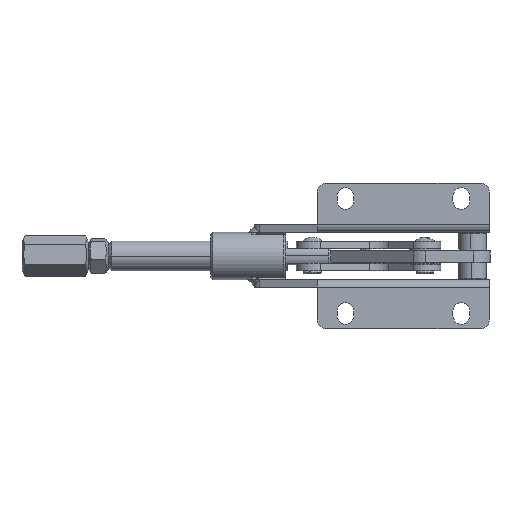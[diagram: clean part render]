
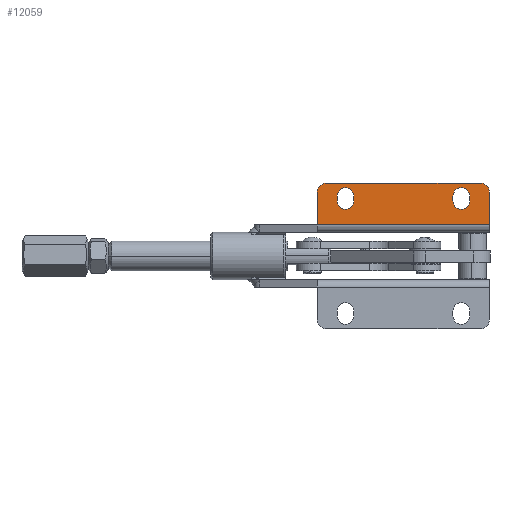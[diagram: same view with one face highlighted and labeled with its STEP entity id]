
A CAD part, front view. The second image highlights one B-rep face of the part: STEP entity #12059.
In plain terms, the highlighted planar face has unit normal (0, -1, 0).
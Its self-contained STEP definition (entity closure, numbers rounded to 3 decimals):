
#11977 = VERTEX_POINT ( 'NONE', #24203 ) ;
#11979 = EDGE_CURVE ( 'NONE', #11977, #11980, #24202, .T. ) ;
#11980 = VERTEX_POINT ( 'NONE', #24198 ) ;
#12036 = EDGE_CURVE ( 'NONE', #12119, #12037, #24310, .T. ) ;
#12037 = VERTEX_POINT ( 'NONE', #24305 ) ;
#12038 = ORIENTED_EDGE ( 'NONE', *, *, #12039, .T. ) ;
#12039 = EDGE_CURVE ( 'NONE', #12037, #12040, #24304, .T. ) ;
#12040 = VERTEX_POINT ( 'NONE', #24300 ) ;
#12041 = ORIENTED_EDGE ( 'NONE', *, *, #12042, .T. ) ;
#12042 = EDGE_CURVE ( 'NONE', #12040, #12118, #24299, .T. ) ;
#12043 = EDGE_LOOP ( 'NONE', ( #12044, #12102, #12105, #12108 ) ) ;
#12044 = ORIENTED_EDGE ( 'NONE', *, *, #12045, .T. ) ;
#12045 = EDGE_CURVE ( 'NONE', #12046, #12101, #24294, .T. ) ;
#12046 = VERTEX_POINT ( 'NONE', #24353 ) ;
#12048 = EDGE_CURVE ( 'NONE', #12049, #12050, #24352, .T. ) ;
#12049 = VERTEX_POINT ( 'NONE', #24348 ) ;
#12050 = VERTEX_POINT ( 'NONE', #24347 ) ;
#12059 = ADVANCED_FACE ( 'NONE', ( #24332, #24331, #24330 ), #24329, .F. ) ;
#12060 = EDGE_LOOP ( 'NONE', ( #12116, #12120, #12038, #12041 ) ) ;
#12089 = EDGE_CURVE ( 'NONE', #12090, #12114, #24410, .T. ) ;
#12090 = VERTEX_POINT ( 'NONE', #24406 ) ;
#12091 = ORIENTED_EDGE ( 'NONE', *, *, #12092, .T. ) ;
#12092 = EDGE_CURVE ( 'NONE', #12090, #12049, #24405, .T. ) ;
#12093 = ORIENTED_EDGE ( 'NONE', *, *, #12048, .T. ) ;
#12094 = ORIENTED_EDGE ( 'NONE', *, *, #12095, .T. ) ;
#12095 = EDGE_CURVE ( 'NONE', #12050, #11980, #24400, .T. ) ;
#12101 = VERTEX_POINT ( 'NONE', #24395 ) ;
#12102 = ORIENTED_EDGE ( 'NONE', *, *, #12103, .T. ) ;
#12103 = EDGE_CURVE ( 'NONE', #12101, #12104, #24394, .T. ) ;
#12104 = VERTEX_POINT ( 'NONE', #24446 ) ;
#12105 = ORIENTED_EDGE ( 'NONE', *, *, #12106, .T. ) ;
#12106 = EDGE_CURVE ( 'NONE', #12104, #12107, #24445, .T. ) ;
#12107 = VERTEX_POINT ( 'NONE', #24441 ) ;
#12108 = ORIENTED_EDGE ( 'NONE', *, *, #12109, .T. ) ;
#12109 = EDGE_CURVE ( 'NONE', #12107, #12046, #24440, .T. ) ;
#12110 = EDGE_LOOP ( 'NONE', ( #12111, #12112, #12115, #12091, #12093, #12094 ) ) ;
#12111 = ORIENTED_EDGE ( 'NONE', *, *, #11979, .F. ) ;
#12112 = ORIENTED_EDGE ( 'NONE', *, *, #12113, .T. ) ;
#12113 = EDGE_CURVE ( 'NONE', #11977, #12114, #24435, .T. ) ;
#12114 = VERTEX_POINT ( 'NONE', #24430 ) ;
#12115 = ORIENTED_EDGE ( 'NONE', *, *, #12089, .F. ) ;
#12116 = ORIENTED_EDGE ( 'NONE', *, *, #12117, .T. ) ;
#12117 = EDGE_CURVE ( 'NONE', #12118, #12119, #24429, .T. ) ;
#12118 = VERTEX_POINT ( 'NONE', #24425 ) ;
#12119 = VERTEX_POINT ( 'NONE', #24424 ) ;
#12120 = ORIENTED_EDGE ( 'NONE', *, *, #12036, .T. ) ;
#24198 = CARTESIAN_POINT ( 'NONE',  ( 0., 0., 4. ) ) ;
#24199 = DIRECTION ( 'NONE',  ( 0., 0., -1. ) ) ;
#24200 = VECTOR ( 'NONE', #24199, 1000. ) ;
#24201 = CARTESIAN_POINT ( 'NONE',  ( 0., 0., 4. ) ) ;
#24202 = LINE ( 'NONE', #24201, #24200 ) ;
#24203 = CARTESIAN_POINT ( 'NONE',  ( 0., 0., 21.3 ) ) ;
#24293 = CARTESIAN_POINT ( 'NONE',  ( -19.5, 0., 4. ) ) ;
#24294 = LINE ( 'NONE', #24293, #24355 ) ;
#24295 = DIRECTION ( 'NONE',  ( -1., 0., 0. ) ) ;
#24296 = DIRECTION ( 'NONE',  ( 0., 1., 0. ) ) ;
#24297 = CARTESIAN_POINT ( 'NONE',  ( -77., 0., 16.75 ) ) ;
#24298 = AXIS2_PLACEMENT_3D ( 'NONE', #24297, #24296, #24295 ) ;
#24299 = CIRCLE ( 'NONE', #24298, 4.5 ) ;
#24300 = CARTESIAN_POINT ( 'NONE',  ( -72.5, 0., 16.75 ) ) ;
#24301 = DIRECTION ( 'NONE',  ( 0., 0., -1. ) ) ;
#24302 = VECTOR ( 'NONE', #24301, 1000. ) ;
#24303 = CARTESIAN_POINT ( 'NONE',  ( -72.5, 0., 4. ) ) ;
#24304 = LINE ( 'NONE', #24303, #24302 ) ;
#24305 = CARTESIAN_POINT ( 'NONE',  ( -72.5, 0., 19.25 ) ) ;
#24306 = DIRECTION ( 'NONE',  ( -1., 0., 0. ) ) ;
#24307 = DIRECTION ( 'NONE',  ( 0., 1., 0. ) ) ;
#24308 = CARTESIAN_POINT ( 'NONE',  ( -77., 0., 19.25 ) ) ;
#24309 = AXIS2_PLACEMENT_3D ( 'NONE', #24308, #24307, #24306 ) ;
#24310 = CIRCLE ( 'NONE', #24309, 4.5 ) ;
#24324 = DIRECTION ( 'NONE',  ( -1., 0., 0. ) ) ;
#24325 = DIRECTION ( 'NONE',  ( 0., 1., 0. ) ) ;
#24326 = AXIS2_PLACEMENT_3D ( 'NONE', #24328, #24325, #24324 ) ;
#24328 = CARTESIAN_POINT ( 'NONE',  ( 0., 0., 4. ) ) ;
#24329 = PLANE ( 'NONE',  #24326 ) ;
#24330 = FACE_OUTER_BOUND ( 'NONE', #12110, .T. ) ;
#24331 = FACE_BOUND ( 'NONE', #12043, .T. ) ;
#24332 = FACE_BOUND ( 'NONE', #12060, .T. ) ;
#24347 = CARTESIAN_POINT ( 'NONE',  ( -92., 0., 4. ) ) ;
#24348 = CARTESIAN_POINT ( 'NONE',  ( -92., 0., 21.3 ) ) ;
#24349 = DIRECTION ( 'NONE',  ( 0., 0., -1. ) ) ;
#24350 = VECTOR ( 'NONE', #24349, 1000. ) ;
#24351 = CARTESIAN_POINT ( 'NONE',  ( -92., 0., 4. ) ) ;
#24352 = LINE ( 'NONE', #24351, #24350 ) ;
#24353 = CARTESIAN_POINT ( 'NONE',  ( -19.5, 0., 16.75 ) ) ;
#24354 = DIRECTION ( 'NONE',  ( 0., 0., 1. ) ) ;
#24355 = VECTOR ( 'NONE', #24354, 1000. ) ;
#24394 = CIRCLE ( 'NONE', #24450, 4.5 ) ;
#24395 = CARTESIAN_POINT ( 'NONE',  ( -19.5, 0., 19.25 ) ) ;
#24397 = DIRECTION ( 'NONE',  ( 1., 0., 0. ) ) ;
#24398 = VECTOR ( 'NONE', #24397, 1000. ) ;
#24399 = CARTESIAN_POINT ( 'NONE',  ( 0., 0., 4. ) ) ;
#24400 = LINE ( 'NONE', #24399, #24398 ) ;
#24401 = DIRECTION ( 'NONE',  ( -1., 0., 0. ) ) ;
#24402 = DIRECTION ( 'NONE',  ( 0., -1., 0. ) ) ;
#24403 = CARTESIAN_POINT ( 'NONE',  ( -87., 0., 21.3 ) ) ;
#24404 = AXIS2_PLACEMENT_3D ( 'NONE', #24403, #24402, #24401 ) ;
#24405 = CIRCLE ( 'NONE', #24404, 5. ) ;
#24406 = CARTESIAN_POINT ( 'NONE',  ( -87., 0., 26.3 ) ) ;
#24407 = DIRECTION ( 'NONE',  ( 1., 0., 0. ) ) ;
#24408 = VECTOR ( 'NONE', #24407, 1000. ) ;
#24409 = CARTESIAN_POINT ( 'NONE',  ( -92., 0., 26.3 ) ) ;
#24410 = LINE ( 'NONE', #24409, #24408 ) ;
#24424 = CARTESIAN_POINT ( 'NONE',  ( -81.5, 0., 19.25 ) ) ;
#24425 = CARTESIAN_POINT ( 'NONE',  ( -81.5, 0., 16.75 ) ) ;
#24426 = DIRECTION ( 'NONE',  ( 0., 0., 1. ) ) ;
#24427 = VECTOR ( 'NONE', #24426, 1000. ) ;
#24428 = CARTESIAN_POINT ( 'NONE',  ( -81.5, 0., 4. ) ) ;
#24429 = LINE ( 'NONE', #24428, #24427 ) ;
#24430 = CARTESIAN_POINT ( 'NONE',  ( -5., 0., 26.3 ) ) ;
#24431 = DIRECTION ( 'NONE',  ( -1., 0., 0. ) ) ;
#24432 = DIRECTION ( 'NONE',  ( 0., -1., 0. ) ) ;
#24433 = CARTESIAN_POINT ( 'NONE',  ( -5., 0., 21.3 ) ) ;
#24434 = AXIS2_PLACEMENT_3D ( 'NONE', #24433, #24432, #24431 ) ;
#24435 = CIRCLE ( 'NONE', #24434, 5. ) ;
#24436 = DIRECTION ( 'NONE',  ( -1., 0., 0. ) ) ;
#24437 = DIRECTION ( 'NONE',  ( 0., 1., 0. ) ) ;
#24438 = CARTESIAN_POINT ( 'NONE',  ( -15., 0., 16.75 ) ) ;
#24439 = AXIS2_PLACEMENT_3D ( 'NONE', #24438, #24437, #24436 ) ;
#24440 = CIRCLE ( 'NONE', #24439, 4.5 ) ;
#24441 = CARTESIAN_POINT ( 'NONE',  ( -10.5, 0., 16.75 ) ) ;
#24442 = DIRECTION ( 'NONE',  ( 0., 0., -1. ) ) ;
#24443 = VECTOR ( 'NONE', #24442, 1000. ) ;
#24444 = CARTESIAN_POINT ( 'NONE',  ( -10.5, 0., 4. ) ) ;
#24445 = LINE ( 'NONE', #24444, #24443 ) ;
#24446 = CARTESIAN_POINT ( 'NONE',  ( -10.5, 0., 19.25 ) ) ;
#24447 = DIRECTION ( 'NONE',  ( -1., 0., 0. ) ) ;
#24448 = DIRECTION ( 'NONE',  ( 0., 1., 0. ) ) ;
#24449 = CARTESIAN_POINT ( 'NONE',  ( -15., 0., 19.25 ) ) ;
#24450 = AXIS2_PLACEMENT_3D ( 'NONE', #24449, #24448, #24447 ) ;
